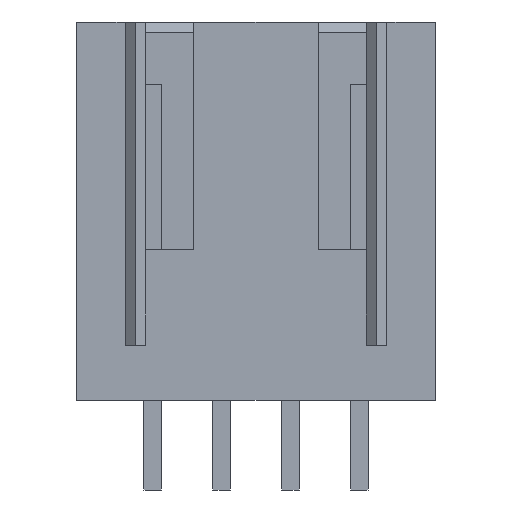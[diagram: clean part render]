
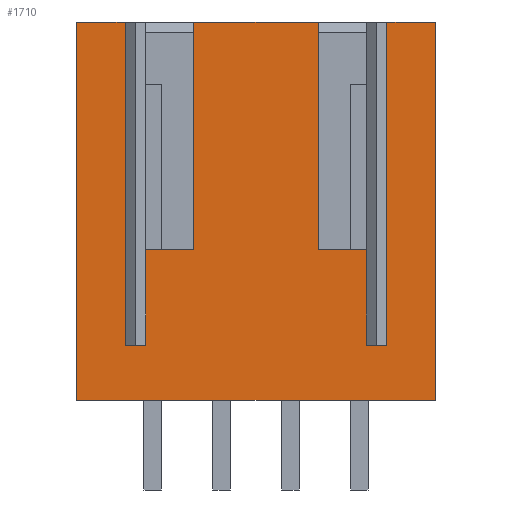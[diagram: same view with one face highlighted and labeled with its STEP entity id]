
A CAD part, front view. The second image highlights one B-rep face of the part: STEP entity #1710.
In plain terms, the highlighted planar face has unit normal (0, -1, 0).
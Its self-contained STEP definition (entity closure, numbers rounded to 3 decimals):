
#84=DIRECTION('',(0.,0.,-1.));
#85=VECTOR('',#84,13.945);
#86=CARTESIAN_POINT('',(-6.604,-2.718,0.));
#87=LINE('',#86,#85);
#268=DIRECTION('',(1.,0.,0.));
#269=VECTOR('',#268,13.208);
#270=CARTESIAN_POINT('',(-6.604,-2.718,-13.945));
#271=LINE('',#270,#269);
#336=DIRECTION('',(1.,0.,0.));
#337=VECTOR('',#336,0.762);
#338=CARTESIAN_POINT('',(-4.826,-2.718,-11.913));
#339=LINE('',#338,#337);
#340=DIRECTION('',(0.,0.,-1.));
#341=VECTOR('',#340,3.531);
#342=CARTESIAN_POINT('',(-4.064,-2.718,-8.382));
#343=LINE('',#342,#341);
#344=DIRECTION('',(1.,0.,0.));
#345=VECTOR('',#344,1.778);
#346=CARTESIAN_POINT('',(-4.064,-2.718,-8.382));
#347=LINE('',#346,#345);
#348=DIRECTION('',(0.,0.,-1.));
#349=VECTOR('',#348,8.382);
#350=CARTESIAN_POINT('',(-2.286,-2.718,0.));
#351=LINE('',#350,#349);
#352=DIRECTION('',(1.,0.,0.));
#353=VECTOR('',#352,4.572);
#354=CARTESIAN_POINT('',(-2.286,-2.718,0.));
#355=LINE('',#354,#353);
#356=DIRECTION('',(0.,0.,-1.));
#357=VECTOR('',#356,8.382);
#358=CARTESIAN_POINT('',(2.286,-2.718,0.));
#359=LINE('',#358,#357);
#360=DIRECTION('',(1.,0.,0.));
#361=VECTOR('',#360,1.778);
#362=CARTESIAN_POINT('',(2.286,-2.718,-8.382));
#363=LINE('',#362,#361);
#364=DIRECTION('',(0.,0.,-1.));
#365=VECTOR('',#364,3.531);
#366=CARTESIAN_POINT('',(4.064,-2.718,-8.382));
#367=LINE('',#366,#365);
#368=DIRECTION('',(1.,0.,0.));
#369=VECTOR('',#368,0.762);
#370=CARTESIAN_POINT('',(4.064,-2.718,-11.913));
#371=LINE('',#370,#369);
#372=DIRECTION('',(0.,0.,-1.));
#373=VECTOR('',#372,11.913);
#374=CARTESIAN_POINT('',(4.826,-2.718,0.));
#375=LINE('',#374,#373);
#376=DIRECTION('',(1.,0.,0.));
#377=VECTOR('',#376,1.778);
#378=CARTESIAN_POINT('',(4.826,-2.718,0.));
#379=LINE('',#378,#377);
#380=DIRECTION('',(1.,0.,0.));
#381=VECTOR('',#380,1.778);
#382=CARTESIAN_POINT('',(-6.604,-2.718,0.));
#383=LINE('',#382,#381);
#384=DIRECTION('',(0.,0.,-1.));
#385=VECTOR('',#384,11.913);
#386=CARTESIAN_POINT('',(-4.826,-2.718,0.));
#387=LINE('',#386,#385);
#984=DIRECTION('',(0.,0.,-1.));
#985=VECTOR('',#984,13.945);
#986=CARTESIAN_POINT('',(6.604,-2.718,0.));
#987=LINE('',#986,#985);
#1040=CARTESIAN_POINT('',(-6.604,-2.718,0.));
#1041=CARTESIAN_POINT('',(-6.604,-2.718,-13.945));
#1042=VERTEX_POINT('',#1040);
#1043=VERTEX_POINT('',#1041);
#1048=CARTESIAN_POINT('',(6.604,-2.718,0.));
#1049=CARTESIAN_POINT('',(6.604,-2.718,-13.945));
#1050=VERTEX_POINT('',#1048);
#1051=VERTEX_POINT('',#1049);
#1168=CARTESIAN_POINT('',(-2.286,-2.718,0.));
#1170=VERTEX_POINT('',#1168);
#1172=CARTESIAN_POINT('',(-2.286,-2.718,-8.382));
#1173=VERTEX_POINT('',#1172);
#1188=CARTESIAN_POINT('',(2.286,-2.718,0.));
#1189=VERTEX_POINT('',#1188);
#1198=CARTESIAN_POINT('',(-4.826,-2.718,-11.913));
#1199=CARTESIAN_POINT('',(-4.064,-2.718,-11.913));
#1200=VERTEX_POINT('',#1198);
#1201=VERTEX_POINT('',#1199);
#1202=CARTESIAN_POINT('',(4.064,-2.718,-11.913));
#1203=CARTESIAN_POINT('',(4.826,-2.718,-11.913));
#1204=VERTEX_POINT('',#1202);
#1205=VERTEX_POINT('',#1203);
#1208=CARTESIAN_POINT('',(-4.064,-2.718,-8.382));
#1209=VERTEX_POINT('',#1208);
#1210=CARTESIAN_POINT('',(2.286,-2.718,-8.382));
#1211=CARTESIAN_POINT('',(4.064,-2.718,-8.382));
#1212=VERTEX_POINT('',#1210);
#1213=VERTEX_POINT('',#1211);
#1214=CARTESIAN_POINT('',(-4.826,-2.718,0.));
#1215=VERTEX_POINT('',#1214);
#1216=CARTESIAN_POINT('',(4.826,-2.718,0.));
#1217=VERTEX_POINT('',#1216);
#1676=CARTESIAN_POINT('',(-6.604,-2.718,0.));
#1677=DIRECTION('',(0.,-1.,0.));
#1678=DIRECTION('',(0.,0.,-1.));
#1679=AXIS2_PLACEMENT_3D('',#1676,#1677,#1678);
#1680=PLANE('',#1679);
#1682=ORIENTED_EDGE('',*,*,#1681,.T.);
#1684=ORIENTED_EDGE('',*,*,#1683,.F.);
#1686=ORIENTED_EDGE('',*,*,#1685,.T.);
#1688=ORIENTED_EDGE('',*,*,#1687,.F.);
#1689=ORIENTED_EDGE('',*,*,#1538,.T.);
#1691=ORIENTED_EDGE('',*,*,#1690,.T.);
#1693=ORIENTED_EDGE('',*,*,#1692,.T.);
#1695=ORIENTED_EDGE('',*,*,#1694,.T.);
#1697=ORIENTED_EDGE('',*,*,#1696,.T.);
#1699=ORIENTED_EDGE('',*,*,#1698,.F.);
#1700=ORIENTED_EDGE('',*,*,#1571,.T.);
#1702=ORIENTED_EDGE('',*,*,#1701,.T.);
#1703=ORIENTED_EDGE('',*,*,#1628,.F.);
#1704=ORIENTED_EDGE('',*,*,#1367,.F.);
#1705=ORIENTED_EDGE('',*,*,#1554,.T.);
#1707=ORIENTED_EDGE('',*,*,#1706,.T.);
#1708=EDGE_LOOP('',(#1682,#1684,#1686,#1688,#1689,#1691,#1693,#1695,#1697,#1699,
#1700,#1702,#1703,#1704,#1705,#1707));
#1709=FACE_OUTER_BOUND('',#1708,.F.);
#1710=ADVANCED_FACE('',(#1709),#1680,.T.);
#1367=EDGE_CURVE('',#1042,#1043,#87,.T.);
#1538=EDGE_CURVE('',#1170,#1189,#355,.T.);
#1554=EDGE_CURVE('',#1042,#1215,#383,.T.);
#1571=EDGE_CURVE('',#1217,#1050,#379,.T.);
#1628=EDGE_CURVE('',#1043,#1051,#271,.T.);
#1681=EDGE_CURVE('',#1200,#1201,#339,.T.);
#1683=EDGE_CURVE('',#1209,#1201,#343,.T.);
#1685=EDGE_CURVE('',#1209,#1173,#347,.T.);
#1687=EDGE_CURVE('',#1170,#1173,#351,.T.);
#1690=EDGE_CURVE('',#1189,#1212,#359,.T.);
#1692=EDGE_CURVE('',#1212,#1213,#363,.T.);
#1694=EDGE_CURVE('',#1213,#1204,#367,.T.);
#1696=EDGE_CURVE('',#1204,#1205,#371,.T.);
#1698=EDGE_CURVE('',#1217,#1205,#375,.T.);
#1701=EDGE_CURVE('',#1050,#1051,#987,.T.);
#1706=EDGE_CURVE('',#1215,#1200,#387,.T.);
